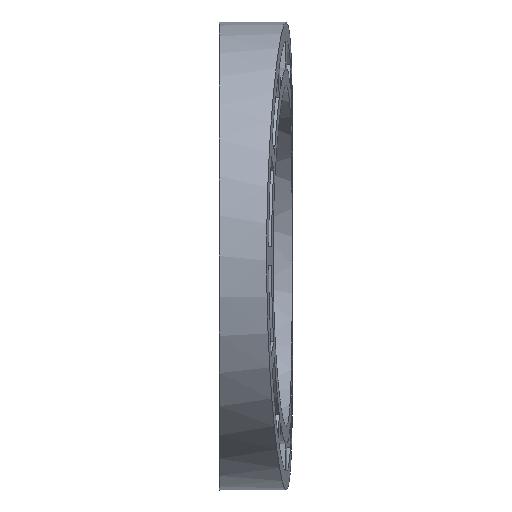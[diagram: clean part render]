
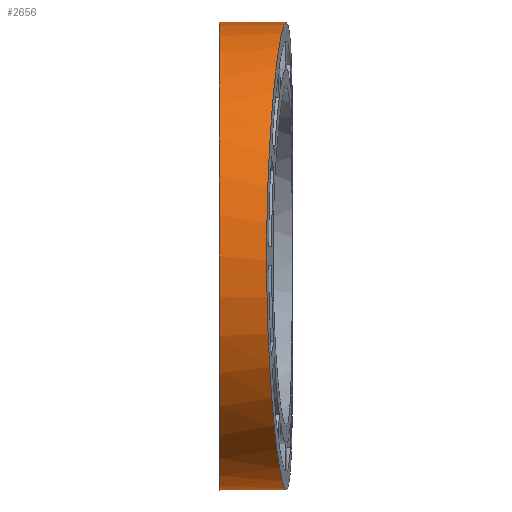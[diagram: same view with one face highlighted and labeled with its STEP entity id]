
A CAD part, front view. The second image highlights one B-rep face of the part: STEP entity #2656.
In plain terms, the highlighted cylindrical face has radius 25.5 mm (diameter 51 mm), a partial arc.
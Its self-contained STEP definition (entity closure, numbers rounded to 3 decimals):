
#993=CARTESIAN_POINT('',(3.291,-11.51,25.5));
#994=CARTESIAN_POINT('',(3.226,-12.688,25.5));
#995=CARTESIAN_POINT('',(3.086,-15.045,25.336));
#996=CARTESIAN_POINT('',(2.852,-18.516,24.604));
#997=CARTESIAN_POINT('',(2.603,-21.853,23.398));
#998=CARTESIAN_POINT('',(2.346,-24.993,21.74));
#999=CARTESIAN_POINT('',(2.091,-27.872,19.665));
#1000=CARTESIAN_POINT('',(1.848,-30.435,17.212));
#1001=CARTESIAN_POINT('',(1.628,-32.633,14.431));
#1002=CARTESIAN_POINT('',(1.442,-34.422,11.376));
#1003=CARTESIAN_POINT('',(1.296,-35.772,8.108));
#1004=CARTESIAN_POINT('',(1.198,-36.657,4.689));
#1005=CARTESIAN_POINT('',(1.153,-37.063,1.183));
#1006=CARTESIAN_POINT('',(1.162,-36.983,
-2.345));
#1007=CARTESIAN_POINT('',(1.225,-36.418,
-5.83));
#1008=CARTESIAN_POINT('',(1.339,-35.377,
-9.206));
#1009=CARTESIAN_POINT('',(1.499,-33.879,
-12.411));
#1010=CARTESIAN_POINT('',(1.698,-31.951,
-15.382));
#1011=CARTESIAN_POINT('',(1.926,-29.627,
-18.061));
#1012=CARTESIAN_POINT('',(2.174,-26.954,
-20.394));
#1013=CARTESIAN_POINT('',(2.431,-23.982,
-22.336));
#1014=CARTESIAN_POINT('',(2.686,-20.77,
-23.847));
#1015=CARTESIAN_POINT('',(2.932,-17.381,
-24.899));
#1016=CARTESIAN_POINT('',(3.158,-13.881,
-25.472));
#1017=CARTESIAN_POINT('',(3.36,-10.337,
-25.555));
#1018=CARTESIAN_POINT('',(3.533,-6.818,
-25.148));
#1019=CARTESIAN_POINT('',(3.675,-3.39,
-24.259));
#1020=CARTESIAN_POINT('',(3.787,-0.117,
-22.905));
#1021=CARTESIAN_POINT('',(3.87,2.937,-21.112));
#1022=CARTESIAN_POINT('',(3.928,5.715,-18.914));
#1023=CARTESIAN_POINT('',(3.965,8.164,-16.352));
#1024=CARTESIAN_POINT('',(3.986,10.235,-13.476));
#1025=CARTESIAN_POINT('',(3.996,11.889,-10.34));
#1026=CARTESIAN_POINT('',(3.999,13.094,-7.006));
#1027=CARTESIAN_POINT('',(4.,13.827,-3.537));
#1028=CARTESIAN_POINT('',(4.,13.99,-1.179));
#1029=CARTESIAN_POINT('',(4.,13.99,0.));
#1031=CARTESIAN_POINT('',(4.,13.99,0.));
#1032=CARTESIAN_POINT('',(4.,13.99,-0.258));
#1033=CARTESIAN_POINT('',(3.953,13.983,
-0.769));
#1034=CARTESIAN_POINT('',(3.711,13.946,-1.565));
#1035=CARTESIAN_POINT('',(3.332,13.893,-2.257));
#1036=CARTESIAN_POINT('',(2.837,13.832,-2.855));
#1037=CARTESIAN_POINT('',(2.233,13.771,-3.349));
#1038=CARTESIAN_POINT('',(1.539,13.718,-3.722));
#1039=CARTESIAN_POINT('',(0.755,13.682,
-3.955));
#1040=CARTESIAN_POINT('',(0.253,13.675,-4.));
#1041=CARTESIAN_POINT('',(0.,13.675,-4.));
#1043=CARTESIAN_POINT('',(0.,13.675,-4.));
#1044=CARTESIAN_POINT('',(-0.251,13.675,-4.));
#1045=CARTESIAN_POINT('',(-0.751,13.682,
-3.955));
#1046=CARTESIAN_POINT('',(-1.533,13.718,
-3.724));
#1047=CARTESIAN_POINT('',(-2.226,13.77,
-3.353));
#1048=CARTESIAN_POINT('',(-2.828,13.831,
-2.863));
#1049=CARTESIAN_POINT('',(-3.322,13.892,
-2.271));
#1050=CARTESIAN_POINT('',(-3.705,13.945,
-1.58));
#1051=CARTESIAN_POINT('',(-3.951,13.983,
-0.782));
#1052=CARTESIAN_POINT('',(-4.,13.99,-0.263));
#1053=CARTESIAN_POINT('',(-4.,13.99,0.));
#1055=CARTESIAN_POINT('',(-4.,-11.51,0.));
#1056=DIRECTION('',(-1.,0.,0.));
#1057=DIRECTION('',(0.,1.,0.));
#1058=AXIS2_PLACEMENT_3D('',#1055,#1056,#1057);
#1060=DIRECTION('',(1.,0.,0.));
#1061=VECTOR('',#1060,7.291);
#1062=CARTESIAN_POINT('',(-4.,-11.51,25.5));
#1063=LINE('',#1062,#1061);
#1332=VERTEX_POINT('',#1043);
#1333=VERTEX_POINT('',#1053);
#1335=CARTESIAN_POINT('',(-4.,-11.51,25.5));
#1336=VERTEX_POINT('',#1335);
#1485=VERTEX_POINT('',#993);
#1486=VERTEX_POINT('',#1029);
#2643=CARTESIAN_POINT('',(-4.,-11.51,0.));
#2644=DIRECTION('',(1.,0.,0.));
#2645=DIRECTION('',(0.,0.,1.));
#2646=AXIS2_PLACEMENT_3D('',#2643,#2644,#2645);
#2647=CYLINDRICAL_SURFACE('',#2646,25.5);
#2648=ORIENTED_EDGE('',*,*,#1976,.T.);
#2649=ORIENTED_EDGE('',*,*,#1949,.T.);
#2651=ORIENTED_EDGE('',*,*,#2650,.T.);
#2652=ORIENTED_EDGE('',*,*,#2499,.T.);
#2653=ORIENTED_EDGE('',*,*,#1961,.T.);
#2654=EDGE_LOOP('',(#2648,#2649,#2651,#2652,#2653));
#2655=FACE_OUTER_BOUND('',#2654,.F.);
#2656=ADVANCED_FACE('',(#2655),#2647,.T.);
#1030=B_SPLINE_CURVE_WITH_KNOTS('',3,(#993,#994,#995,#996,#997,#998,#999,#1000,
#1001,#1002,#1003,#1004,#1005,#1006,#1007,#1008,#1009,#1010,#1011,#1012,#1013,
#1014,#1015,#1016,#1017,#1018,#1019,#1020,#1021,#1022,#1023,#1024,#1025,#1026,
#1027,#1028,#1029),.UNSPECIFIED.,.F.,.F.,(4,1,1,1,1,1,1,1,1,1,1,1,1,1,1,1,1,1,1,
1,1,1,1,1,1,1,1,1,1,1,1,1,1,1,4),(0.,0.029,0.059,
0.088,0.118,0.147,0.176,
0.206,0.235,0.265,0.294,
0.324,0.353,0.382,0.412,
0.441,0.471,0.5,0.529,0.559,
0.588,0.618,0.647,0.676,
0.706,0.735,0.765,0.794,
0.824,0.853,0.882,0.912,
0.941,0.971,1.),.UNSPECIFIED.);
#1042=B_SPLINE_CURVE_WITH_KNOTS('',3,(#1031,#1032,#1033,#1034,#1035,#1036,#1037,
#1038,#1039,#1040,#1041),.UNSPECIFIED.,.F.,.F.,(4,1,1,1,1,1,1,1,4),(0.,
0.125,0.25,0.375,0.5,0.625,0.75,0.875,1.),.UNSPECIFIED.);
#1054=B_SPLINE_CURVE_WITH_KNOTS('',3,(#1043,#1044,#1045,#1046,#1047,#1048,#1049,
#1050,#1051,#1052,#1053),.UNSPECIFIED.,.F.,.F.,(4,1,1,1,1,1,1,1,4),(0.,
0.125,0.25,0.375,0.5,0.625,0.75,0.875,1.),.UNSPECIFIED.);
#1059=CIRCLE('',#1058,25.5);
#1949=EDGE_CURVE('',#1486,#1332,#1042,.T.);
#1961=EDGE_CURVE('',#1336,#1485,#1063,.T.);
#1976=EDGE_CURVE('',#1485,#1486,#1030,.T.);
#2499=EDGE_CURVE('',#1333,#1336,#1059,.T.);
#2650=EDGE_CURVE('',#1332,#1333,#1054,.T.);
